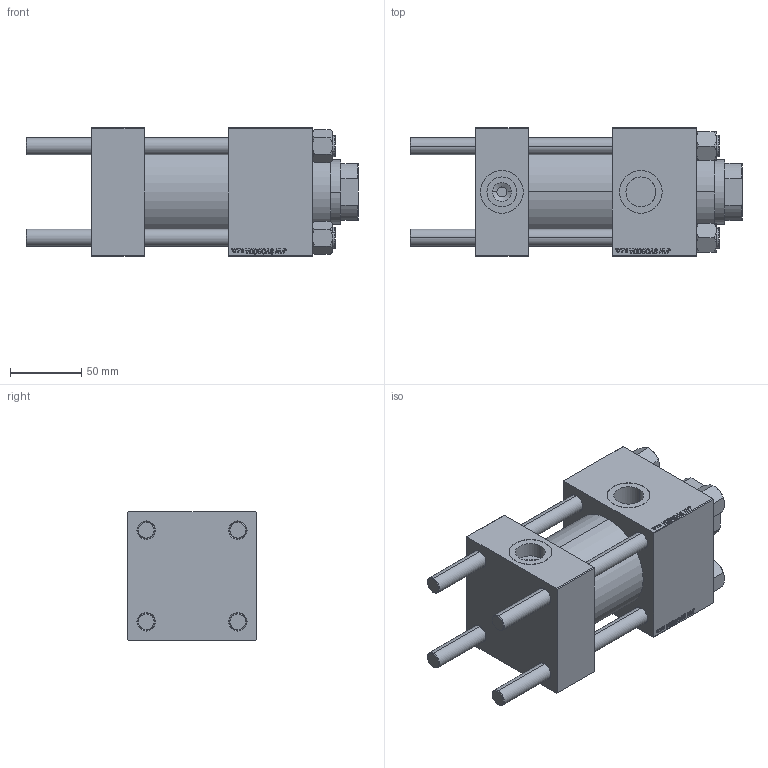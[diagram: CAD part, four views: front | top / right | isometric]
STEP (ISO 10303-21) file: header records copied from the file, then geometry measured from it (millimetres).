
FILE_DESCRIPTION (( 'STEP AP203' ), '1' );
FILE_NAME ('935a.STEP', '2023-08-26T14:57:15', ( '' ), ( '' ), 'SwSTEP 2.0', 'SolidWorks 2019', '' );
FILE_SCHEMA (( 'CONFIG_CONTROL_DESIGN' ));
Length unit declared in the file: millimetre
Products named in the file (6): V215_VC_A 61529c62aba535e6c9a4c2924d1bb869; NUT_M5 61529c62aba535e6c9a4c2924d1bb869; V215CR_VCP 61529c62aba535e6c9a4c2924d1bb869; CR025_012_A_0_G_A_G_M_020_+#_##_TYCINKA 61529c62aba535e6c9a4c2924d1bb869; 935a; V215CR_BODY_A 61529c62aba535e6c9a4c2924d1bb869
Assembly tree (11 placements, depth 2):
  935a
    V215CR_BODY_A 61529c62aba535e6c9a4c2924d1bb869
    CR025_012_A_0_G_A_G_M_020_+#_##_TYCINKA 61529c62aba535e6c9a4c2924d1bb869  x4
    NUT_M5 61529c62aba535e6c9a4c2924d1bb869  x4
    V215CR_VCP 61529c62aba535e6c9a4c2924d1bb869
    V215_VC_A 61529c62aba535e6c9a4c2924d1bb869
Bounding box: 233 x 90 x 90 mm (x, y, z)
Volume: 1032366.3 mm3; surface area: 206065.5 mm2
Topology: 11 solids, 11 shells, 1131 faces, 2845 edges, 1846 vertices
Faces by surface type: plane 519, bspline 392, cone 136, cylinder 76, torus 8
Entity records: 49729 total; most frequent: CARTESIAN_POINT 26949, ORIENTED_EDGE 5182, DIRECTION 3225, EDGE_CURVE 2591, VERTEX_POINT 1702, LINE 1581, VECTOR 1581, EDGE_LOOP 1139
